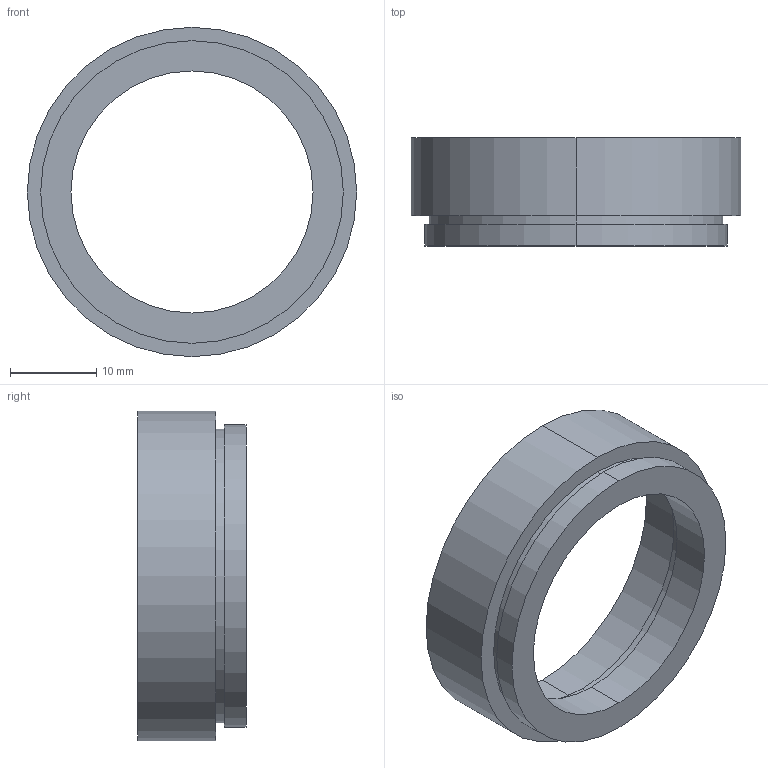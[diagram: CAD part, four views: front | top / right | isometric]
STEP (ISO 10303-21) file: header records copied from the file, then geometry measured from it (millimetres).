
FILE_DESCRIPTION (( 'STEP AP203' ), '1' );
FILE_NAME ('501003.STEP', '2019-08-29T07:19:28', ( '' ), ( '' ), 'SwSTEP 2.0', 'SolidWorks 2016', '' );
FILE_SCHEMA (( 'CONFIG_CONTROL_DESIGN' ));
Length unit declared in the file: millimetre
Products named in the file (2): 501003
Bounding box: 38.1 x 12.5 x 38.1 mm (x, y, z)
Volume: 3776.2 mm3; surface area: 3981.7 mm2
Topology: 1 solids, 1 shells, 21 faces, 42 edges, 28 vertices
Faces by surface type: cylinder 14, plane 7
Entity records: 723 total; most frequent: DIRECTION 116, CARTESIAN_POINT 93, ORIENTED_EDGE 84, AXIS2_PLACEMENT_3D 51, EDGE_CURVE 42, EDGE_LOOP 28, VERTEX_POINT 28, CIRCLE 28
